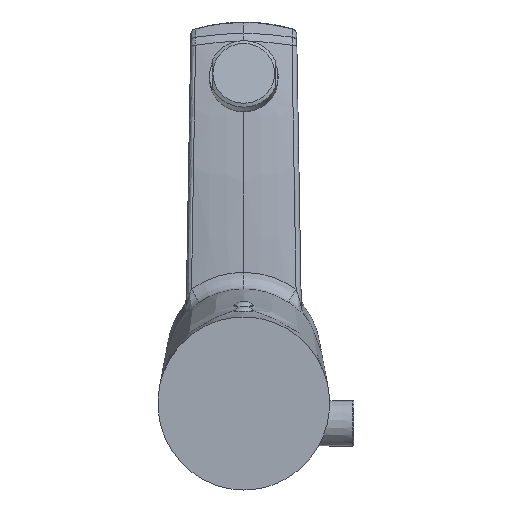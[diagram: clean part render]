
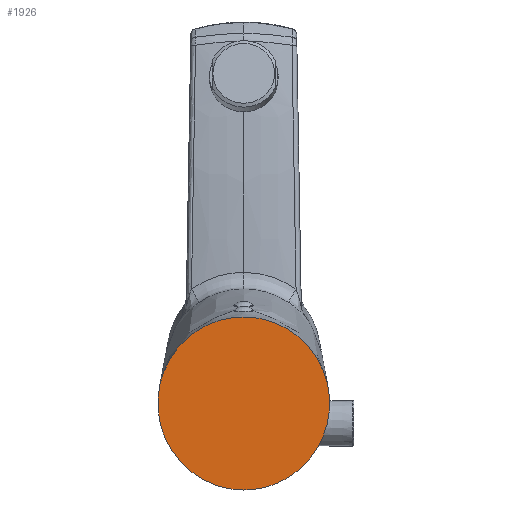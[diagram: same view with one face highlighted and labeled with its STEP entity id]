
A CAD part, front view. The second image highlights one B-rep face of the part: STEP entity #1926.
In plain terms, the highlighted planar face has unit normal (0, -1, 0).
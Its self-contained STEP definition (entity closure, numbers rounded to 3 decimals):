
#472 = ORIENTED_EDGE ( 'NONE', *, *, #4044, .F. ) ;
#564 = AXIS2_PLACEMENT_3D ( 'NONE', #4634, #4038, #4023 ) ;
#588 = CARTESIAN_POINT ( 'NONE',  ( 0., 0.557, -31.441 ) ) ;
#625 =( BOUNDED_CURVE ( )  B_SPLINE_CURVE ( 3, ( #3099, #3403, #3479, #1080, #3858, #1484, #4196 ),
 .UNSPECIFIED., .T., .T. ) 
 B_SPLINE_CURVE_WITH_KNOTS ( ( 4, 3, 4 ),
 ( 0., 3.142, 6.283 ),
 .UNSPECIFIED. ) 
 CURVE ( )  GEOMETRIC_REPRESENTATION_ITEM ( )  RATIONAL_B_SPLINE_CURVE ( ( 1., 0.333, 0.333, 1., 0.333, 0.333, 1. ) ) 
 REPRESENTATION_ITEM ( '' )  );
#1035 = EDGE_LOOP ( 'NONE', ( #472 ) ) ;
#1080 = CARTESIAN_POINT ( 'NONE',  ( 0., 0.557, 29.006 ) ) ;
#1484 = CARTESIAN_POINT ( 'NONE',  ( 59.996, 0.557, -31.441 ) ) ;
#1926 = ADVANCED_FACE ( 'NONE', ( #3195 ), #4331, .F. ) ;
#3099 = CARTESIAN_POINT ( 'NONE',  ( 0., 0.557, -31.441 ) ) ;
#3195 = FACE_OUTER_BOUND ( 'NONE', #1035, .T. ) ;
#3403 = CARTESIAN_POINT ( 'NONE',  ( -59.996, 0.557, -31.441 ) ) ;
#3479 = CARTESIAN_POINT ( 'NONE',  ( -59.996, 0.557, 29.006 ) ) ;
#3571 = VERTEX_POINT ( 'NONE', #588 ) ;
#3858 = CARTESIAN_POINT ( 'NONE',  ( 59.996, 0.557, 29.006 ) ) ;
#4023 = DIRECTION ( 'NONE',  ( 0., 0., 1. ) ) ;
#4038 = DIRECTION ( 'NONE',  ( 0., 1., 0. ) ) ;
#4044 = EDGE_CURVE ( 'NONE', #3571, #3571, #625, .T. ) ;
#4196 = CARTESIAN_POINT ( 'NONE',  ( 0., 0.557, -31.441 ) ) ;
#4331 = PLANE ( 'NONE',  #564 ) ;
#4634 = CARTESIAN_POINT ( 'NONE',  ( -253.055, 0.557, -54.334 ) ) ;
